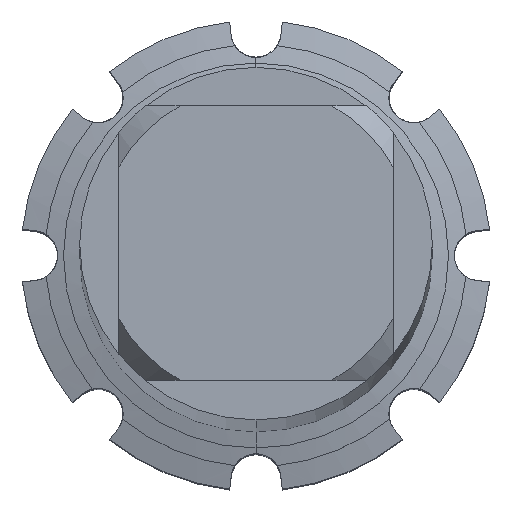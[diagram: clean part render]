
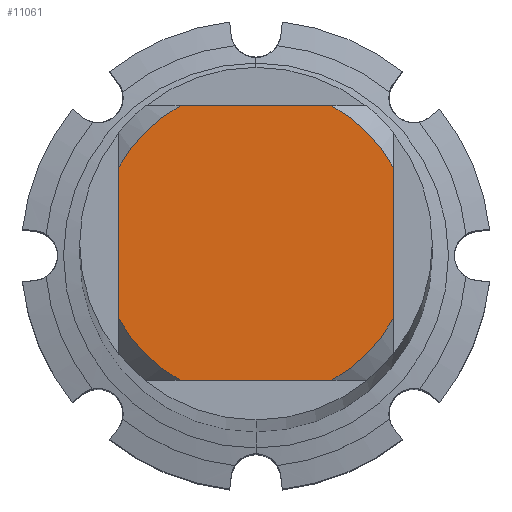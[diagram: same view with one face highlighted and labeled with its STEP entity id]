
A CAD part, top view. The second image highlights one B-rep face of the part: STEP entity #11061.
In plain terms, the highlighted planar face has unit normal (0, 0, 1).
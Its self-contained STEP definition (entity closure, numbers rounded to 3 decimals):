
#5991=VERTEX_POINT('',#15846);
#6503=EDGE_CURVE('',#14285,#10741,#16411,.T.);
#7063=EDGE_CURVE('',#8777,#5991,#17013,.T.);
#7305=EDGE_CURVE('',#14285,#8001,#17285,.T.);
#7759=EDGE_CURVE('',#12107,#7887,#17772,.T.);
#7833=EDGE_CURVE('',#8777,#7887,#17853,.T.);
#7887=VERTEX_POINT('',#17912);
#8001=VERTEX_POINT('',#18034);
#8261=EDGE_CURVE('',#13515,#5991,#18314,.T.);
#8777=VERTEX_POINT('',#18868);
#10021=EDGE_CURVE('',#13515,#10741,#20219,.T.);
#10741=VERTEX_POINT('',#21003);
#11061=ADVANCED_FACE('',(#21354),#21355,.T.);
#11265=EDGE_CURVE('',#12107,#8001,#21581,.T.);
#12107=VERTEX_POINT('',#22489);
#13515=VERTEX_POINT('',#24008);
#14285=VERTEX_POINT('',#24840);
#15846=CARTESIAN_POINT('',(3.5,1.936,0.0));
#16411=CIRCLE('',#28394,4.0);
#17013=LINE('',#29439,#29440);
#17285=LINE('',#29880,#29881);
#17772=LINE('',#30796,#30797);
#17853=CIRCLE('',#30941,4.0);
#17912=CARTESIAN_POINT('',(1.936,-3.5,0.0));
#18034=CARTESIAN_POINT('',(-3.5,-1.936,0.0));
#18314=CIRCLE('',#31725,4.0);
#18868=CARTESIAN_POINT('',(3.5,-1.936,0.0));
#20219=LINE('',#35161,#35162);
#21003=CARTESIAN_POINT('',(-1.936,3.5,0.0));
#21354=FACE_OUTER_BOUND('',#37144,.T.);
#21355=PLANE('',#37145);
#21581=CIRCLE('',#37556,4.0);
#22489=CARTESIAN_POINT('',(-1.936,-3.5,0.0));
#24008=CARTESIAN_POINT('',(1.936,3.5,0.0));
#24840=CARTESIAN_POINT('',(-3.5,1.936,0.0));
#28394=AXIS2_PLACEMENT_3D('',#46059,#46060,#46061);
#29439=CARTESIAN_POINT('',(3.5,1.0,0.0));
#29440=VECTOR('',#46759,1.0);
#29880=CARTESIAN_POINT('',(-3.5,1.0,0.0));
#29881=VECTOR('',#47215,1.0);
#30796=CARTESIAN_POINT('',(0.0,-3.5,0.0));
#30797=VECTOR('',#47786,1.0);
#30941=AXIS2_PLACEMENT_3D('',#47865,#47866,#47867);
#31725=AXIS2_PLACEMENT_3D('',#48389,#48390,#48391);
#35161=CARTESIAN_POINT('',(0.0,3.5,0.0));
#35162=VECTOR('',#50327,1.0);
#37144=EDGE_LOOP('',(#51738,#51739,#51740,#51741,#51742,#51743,#51744,#51745));
#37145=AXIS2_PLACEMENT_3D('',#51746,#51747,#51748);
#37556=AXIS2_PLACEMENT_3D('',#52002,#52003,#52004);
#46059=CARTESIAN_POINT('',(0.0,0.0,0.0));
#46060=DIRECTION('',(0.0,0.0,-1.0));
#46061=DIRECTION('',(0.0,1.0,0.0));
#46759=DIRECTION('',(-0.0,1.0,0.0));
#47215=DIRECTION('',(-0.0,-1.0,0.0));
#47786=DIRECTION('',(1.0,0.0,0.0));
#47865=CARTESIAN_POINT('',(0.0,0.0,0.0));
#47866=DIRECTION('',(0.0,0.0,-1.0));
#47867=DIRECTION('',(0.0,1.0,0.0));
#48389=CARTESIAN_POINT('',(0.0,0.0,0.0));
#48390=DIRECTION('',(0.0,0.0,-1.0));
#48391=DIRECTION('',(0.0,1.0,0.0));
#50327=DIRECTION('',(-1.0,0.0,0.0));
#51738=ORIENTED_EDGE('',*,*,#7305,.T.);
#51739=ORIENTED_EDGE('',*,*,#11265,.F.);
#51740=ORIENTED_EDGE('',*,*,#7759,.T.);
#51741=ORIENTED_EDGE('',*,*,#7833,.F.);
#51742=ORIENTED_EDGE('',*,*,#7063,.T.);
#51743=ORIENTED_EDGE('',*,*,#8261,.F.);
#51744=ORIENTED_EDGE('',*,*,#10021,.T.);
#51745=ORIENTED_EDGE('',*,*,#6503,.F.);
#51746=CARTESIAN_POINT('',(0.0,2.0,0.0));
#51747=DIRECTION('',(-0.0,0.0,1.0));
#51748=DIRECTION('',(0.0,-1.0,0.0));
#52002=CARTESIAN_POINT('',(0.0,0.0,0.0));
#52003=DIRECTION('',(0.0,0.0,-1.0));
#52004=DIRECTION('',(0.0,1.0,0.0));
